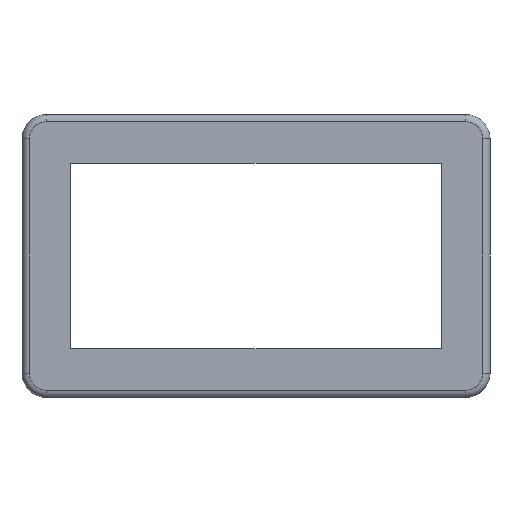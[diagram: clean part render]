
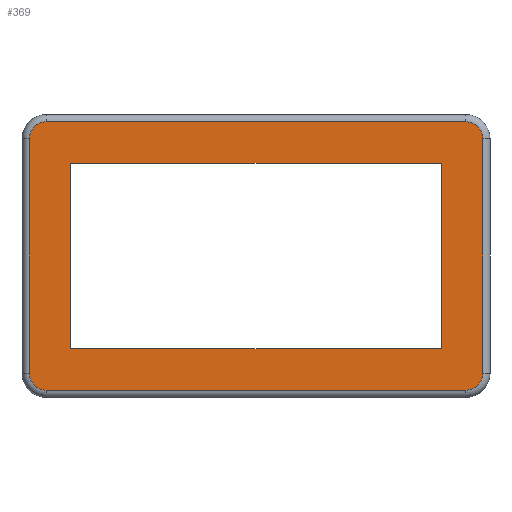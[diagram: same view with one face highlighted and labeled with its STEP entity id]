
A CAD part, front view. The second image highlights one B-rep face of the part: STEP entity #369.
In plain terms, the highlighted planar face has unit normal (0, -1, 0).
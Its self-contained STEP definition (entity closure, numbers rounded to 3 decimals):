
#15=FACE_BOUND('',#66,.T.);
#19=PLANE('',#423);
#43=FACE_OUTER_BOUND('',#65,.T.);
#65=EDGE_LOOP('',(#293,#294,#295,#296,#297,#298,#299,#300));
#66=EDGE_LOOP('',(#301,#302,#303,#304));
#78=LINE('',#562,#110);
#79=LINE('',#573,#111);
#81=LINE('',#585,#113);
#83=LINE('',#597,#115);
#92=LINE('',#623,#124);
#93=LINE('',#625,#125);
#94=LINE('',#627,#126);
#95=LINE('',#628,#127);
#110=VECTOR('',#444,10.);
#111=VECTOR('',#457,10.);
#113=VECTOR('',#471,10.);
#115=VECTOR('',#485,10.);
#124=VECTOR('',#514,10.);
#125=VECTOR('',#515,10.);
#126=VECTOR('',#516,10.);
#127=VECTOR('',#517,10.);
#144=CIRCLE('',#398,3.5);
#148=CIRCLE('',#404,3.5);
#152=CIRCLE('',#410,3.5);
#155=CIRCLE('',#415,3.5);
#161=VERTEX_POINT('',#555);
#164=VERTEX_POINT('',#560);
#166=VERTEX_POINT('',#565);
#168=VERTEX_POINT('',#571);
#170=VERTEX_POINT('',#577);
#172=VERTEX_POINT('',#583);
#174=VERTEX_POINT('',#589);
#176=VERTEX_POINT('',#595);
#182=VERTEX_POINT('',#621);
#183=VERTEX_POINT('',#622);
#184=VERTEX_POINT('',#624);
#185=VERTEX_POINT('',#626);
#196=EDGE_CURVE('',#164,#161,#78,.T.);
#198=EDGE_CURVE('',#166,#164,#144,.T.);
#201=EDGE_CURVE('',#168,#166,#79,.T.);
#204=EDGE_CURVE('',#170,#168,#148,.T.);
#207=EDGE_CURVE('',#172,#170,#81,.T.);
#210=EDGE_CURVE('',#174,#172,#152,.T.);
#213=EDGE_CURVE('',#176,#174,#83,.T.);
#215=EDGE_CURVE('',#161,#176,#155,.T.);
#226=EDGE_CURVE('',#182,#183,#92,.T.);
#227=EDGE_CURVE('',#183,#184,#93,.T.);
#228=EDGE_CURVE('',#184,#185,#94,.T.);
#229=EDGE_CURVE('',#185,#182,#95,.T.);
#293=ORIENTED_EDGE('',*,*,#196,.F.);
#294=ORIENTED_EDGE('',*,*,#198,.F.);
#295=ORIENTED_EDGE('',*,*,#201,.F.);
#296=ORIENTED_EDGE('',*,*,#204,.F.);
#297=ORIENTED_EDGE('',*,*,#207,.F.);
#298=ORIENTED_EDGE('',*,*,#210,.F.);
#299=ORIENTED_EDGE('',*,*,#213,.F.);
#300=ORIENTED_EDGE('',*,*,#215,.F.);
#301=ORIENTED_EDGE('',*,*,#226,.T.);
#302=ORIENTED_EDGE('',*,*,#227,.T.);
#303=ORIENTED_EDGE('',*,*,#228,.T.);
#304=ORIENTED_EDGE('',*,*,#229,.T.);
#369=ADVANCED_FACE('',(#43,#15),#19,.F.);
#398=AXIS2_PLACEMENT_3D('',#567,#449,#450);
#404=AXIS2_PLACEMENT_3D('',#579,#463,#464);
#410=AXIS2_PLACEMENT_3D('',#591,#477,#478);
#415=AXIS2_PLACEMENT_3D('',#600,#489,#490);
#423=AXIS2_PLACEMENT_3D('',#620,#512,#513);
#444=DIRECTION('',(0.,0.,-1.));
#449=DIRECTION('center_axis',(0.,1.,0.));
#450=DIRECTION('ref_axis',(0.707,0.,0.707));
#457=DIRECTION('',(1.,0.,0.));
#463=DIRECTION('center_axis',(0.,1.,0.));
#464=DIRECTION('ref_axis',(-0.707,0.,0.707));
#471=DIRECTION('',(0.,0.,1.));
#477=DIRECTION('center_axis',(0.,1.,0.));
#478=DIRECTION('ref_axis',(-0.707,0.,-0.707));
#485=DIRECTION('',(-1.,0.,0.));
#489=DIRECTION('center_axis',(0.,1.,0.));
#490=DIRECTION('ref_axis',(0.707,0.,-0.707));
#512=DIRECTION('center_axis',(0.,1.,0.));
#513=DIRECTION('ref_axis',(0.,0.,1.));
#514=DIRECTION('',(0.,0.,1.));
#515=DIRECTION('',(1.,0.,0.));
#516=DIRECTION('',(0.,0.,-1.));
#517=DIRECTION('',(-1.,0.,0.));
#555=CARTESIAN_POINT('',(84.8,-16.1,-43.2));
#560=CARTESIAN_POINT('',(84.8,-16.1,5.));
#562=CARTESIAN_POINT('',(84.8,-16.1,-33.65));
#565=CARTESIAN_POINT('',(81.3,-16.1,8.5));
#567=CARTESIAN_POINT('Origin',(81.3,-16.1,5.));
#571=CARTESIAN_POINT('',(-5.,-16.1,8.5));
#573=CARTESIAN_POINT('',(62.225,-16.1,8.5));
#577=CARTESIAN_POINT('',(-8.5,-16.1,5.));
#579=CARTESIAN_POINT('Origin',(-5.,-16.1,5.));
#583=CARTESIAN_POINT('',(-8.5,-16.1,-43.2));
#585=CARTESIAN_POINT('',(-8.5,-16.1,-4.55));
#589=CARTESIAN_POINT('',(-5.,-16.1,-46.7));
#591=CARTESIAN_POINT('Origin',(-5.,-16.1,-43.2));
#595=CARTESIAN_POINT('',(81.3,-16.1,-46.7));
#597=CARTESIAN_POINT('',(14.075,-16.1,-46.7));
#600=CARTESIAN_POINT('Origin',(81.3,-16.1,-43.2));
#620=CARTESIAN_POINT('Origin',(38.15,-16.1,-19.1));
#621=CARTESIAN_POINT('',(0.,-16.1,-38.2));
#622=CARTESIAN_POINT('',(0.,-16.1,0.));
#623=CARTESIAN_POINT('',(0.,-16.1,-28.65));
#624=CARTESIAN_POINT('',(76.3,-16.1,0.));
#625=CARTESIAN_POINT('',(19.075,-16.1,0.));
#626=CARTESIAN_POINT('',(76.3,-16.1,-38.2));
#627=CARTESIAN_POINT('',(76.3,-16.1,-9.55));
#628=CARTESIAN_POINT('',(57.225,-16.1,-38.2));
